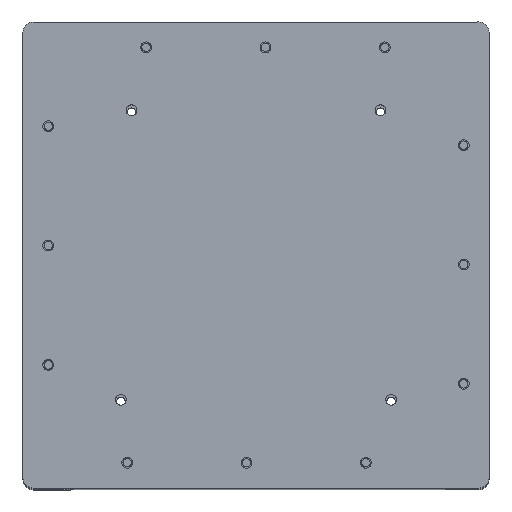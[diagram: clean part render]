
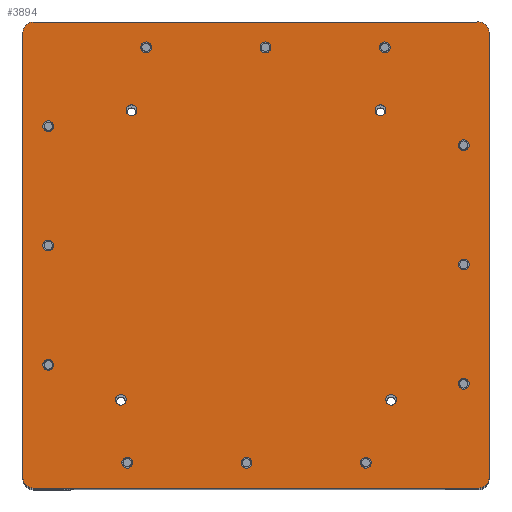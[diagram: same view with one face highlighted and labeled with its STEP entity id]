
A CAD part, top view. The second image highlights one B-rep face of the part: STEP entity #3894.
In plain terms, the highlighted face is planar.
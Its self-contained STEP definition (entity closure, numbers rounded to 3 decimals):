
#63=FACE_BOUND('',#529,.T.);
#64=FACE_BOUND('',#530,.T.);
#65=FACE_BOUND('',#531,.T.);
#66=FACE_BOUND('',#532,.T.);
#67=FACE_BOUND('',#533,.T.);
#68=FACE_BOUND('',#534,.T.);
#69=FACE_BOUND('',#535,.T.);
#70=FACE_BOUND('',#536,.T.);
#71=FACE_BOUND('',#537,.T.);
#72=FACE_BOUND('',#538,.T.);
#73=FACE_BOUND('',#539,.T.);
#74=FACE_BOUND('',#540,.T.);
#75=FACE_BOUND('',#541,.T.);
#76=FACE_BOUND('',#542,.T.);
#77=FACE_BOUND('',#543,.T.);
#78=FACE_BOUND('',#544,.T.);
#174=PLANE('',#4193);
#292=FACE_OUTER_BOUND('',#528,.T.);
#528=EDGE_LOOP('',(#2751,#2752,#2753,#2754,#2755,#2756,#2757,#2758));
#529=EDGE_LOOP('',(#2759));
#530=EDGE_LOOP('',(#2760));
#531=EDGE_LOOP('',(#2761));
#532=EDGE_LOOP('',(#2762));
#533=EDGE_LOOP('',(#2763));
#534=EDGE_LOOP('',(#2764));
#535=EDGE_LOOP('',(#2765));
#536=EDGE_LOOP('',(#2766));
#537=EDGE_LOOP('',(#2767));
#538=EDGE_LOOP('',(#2768));
#539=EDGE_LOOP('',(#2769));
#540=EDGE_LOOP('',(#2770));
#541=EDGE_LOOP('',(#2771));
#542=EDGE_LOOP('',(#2772));
#543=EDGE_LOOP('',(#2773));
#544=EDGE_LOOP('',(#2774));
#845=LINE('',#5963,#1159);
#850=LINE('',#5977,#1164);
#854=LINE('',#5989,#1168);
#858=LINE('',#6001,#1172);
#1159=VECTOR('',#4718,10.);
#1164=VECTOR('',#4731,10.);
#1168=VECTOR('',#4743,10.);
#1172=VECTOR('',#4755,10.);
#1457=CIRCLE('',#4129,1.6);
#1459=CIRCLE('',#4132,1.6);
#1461=CIRCLE('',#4135,1.6);
#1463=CIRCLE('',#4138,1.6);
#1465=CIRCLE('',#4141,1.6);
#1467=CIRCLE('',#4144,1.6);
#1469=CIRCLE('',#4147,1.6);
#1471=CIRCLE('',#4150,1.6);
#1473=CIRCLE('',#4153,1.6);
#1475=CIRCLE('',#4156,1.6);
#1477=CIRCLE('',#4159,1.6);
#1479=CIRCLE('',#4162,1.6);
#1481=CIRCLE('',#4165,1.6);
#1483=CIRCLE('',#4168,1.6);
#1485=CIRCLE('',#4171,1.6);
#1487=CIRCLE('',#4174,1.6);
#1489=CIRCLE('',#4178,3.);
#1491=CIRCLE('',#4182,3.);
#1493=CIRCLE('',#4186,3.);
#1495=CIRCLE('',#4190,3.);
#1701=VERTEX_POINT('',#5865);
#1703=VERTEX_POINT('',#5871);
#1705=VERTEX_POINT('',#5877);
#1707=VERTEX_POINT('',#5883);
#1709=VERTEX_POINT('',#5889);
#1711=VERTEX_POINT('',#5895);
#1713=VERTEX_POINT('',#5901);
#1715=VERTEX_POINT('',#5907);
#1717=VERTEX_POINT('',#5913);
#1719=VERTEX_POINT('',#5919);
#1721=VERTEX_POINT('',#5925);
#1723=VERTEX_POINT('',#5931);
#1725=VERTEX_POINT('',#5937);
#1727=VERTEX_POINT('',#5943);
#1729=VERTEX_POINT('',#5949);
#1731=VERTEX_POINT('',#5955);
#1733=VERTEX_POINT('',#5961);
#1734=VERTEX_POINT('',#5962);
#1737=VERTEX_POINT('',#5970);
#1739=VERTEX_POINT('',#5976);
#1741=VERTEX_POINT('',#5982);
#1743=VERTEX_POINT('',#5988);
#1745=VERTEX_POINT('',#5994);
#1747=VERTEX_POINT('',#6000);
#2073=EDGE_CURVE('',#1701,#1701,#1457,.T.);
#2076=EDGE_CURVE('',#1703,#1703,#1459,.T.);
#2079=EDGE_CURVE('',#1705,#1705,#1461,.T.);
#2082=EDGE_CURVE('',#1707,#1707,#1463,.T.);
#2085=EDGE_CURVE('',#1709,#1709,#1465,.T.);
#2088=EDGE_CURVE('',#1711,#1711,#1467,.T.);
#2091=EDGE_CURVE('',#1713,#1713,#1469,.T.);
#2094=EDGE_CURVE('',#1715,#1715,#1471,.T.);
#2097=EDGE_CURVE('',#1717,#1717,#1473,.T.);
#2100=EDGE_CURVE('',#1719,#1719,#1475,.T.);
#2103=EDGE_CURVE('',#1721,#1721,#1477,.T.);
#2106=EDGE_CURVE('',#1723,#1723,#1479,.T.);
#2109=EDGE_CURVE('',#1725,#1725,#1481,.T.);
#2112=EDGE_CURVE('',#1727,#1727,#1483,.T.);
#2115=EDGE_CURVE('',#1729,#1729,#1485,.T.);
#2118=EDGE_CURVE('',#1731,#1731,#1487,.T.);
#2121=EDGE_CURVE('',#1733,#1734,#845,.T.);
#2125=EDGE_CURVE('',#1737,#1734,#1489,.T.);
#2128=EDGE_CURVE('',#1737,#1739,#850,.T.);
#2131=EDGE_CURVE('',#1741,#1739,#1491,.T.);
#2134=EDGE_CURVE('',#1741,#1743,#854,.T.);
#2137=EDGE_CURVE('',#1745,#1743,#1493,.T.);
#2140=EDGE_CURVE('',#1745,#1747,#858,.T.);
#2143=EDGE_CURVE('',#1733,#1747,#1495,.T.);
#2751=ORIENTED_EDGE('',*,*,#2143,.F.);
#2752=ORIENTED_EDGE('',*,*,#2121,.T.);
#2753=ORIENTED_EDGE('',*,*,#2125,.F.);
#2754=ORIENTED_EDGE('',*,*,#2128,.T.);
#2755=ORIENTED_EDGE('',*,*,#2131,.F.);
#2756=ORIENTED_EDGE('',*,*,#2134,.T.);
#2757=ORIENTED_EDGE('',*,*,#2137,.F.);
#2758=ORIENTED_EDGE('',*,*,#2140,.T.);
#2759=ORIENTED_EDGE('',*,*,#2073,.T.);
#2760=ORIENTED_EDGE('',*,*,#2076,.T.);
#2761=ORIENTED_EDGE('',*,*,#2079,.T.);
#2762=ORIENTED_EDGE('',*,*,#2082,.T.);
#2763=ORIENTED_EDGE('',*,*,#2085,.T.);
#2764=ORIENTED_EDGE('',*,*,#2088,.T.);
#2765=ORIENTED_EDGE('',*,*,#2091,.T.);
#2766=ORIENTED_EDGE('',*,*,#2094,.T.);
#2767=ORIENTED_EDGE('',*,*,#2097,.T.);
#2768=ORIENTED_EDGE('',*,*,#2100,.T.);
#2769=ORIENTED_EDGE('',*,*,#2103,.T.);
#2770=ORIENTED_EDGE('',*,*,#2106,.T.);
#2771=ORIENTED_EDGE('',*,*,#2109,.T.);
#2772=ORIENTED_EDGE('',*,*,#2112,.T.);
#2773=ORIENTED_EDGE('',*,*,#2115,.T.);
#2774=ORIENTED_EDGE('',*,*,#2118,.T.);
#3894=ADVANCED_FACE('',(#292,#63,#64,#65,#66,#67,#68,#69,#70,#71,#72,#73,
#74,#75,#76,#77,#78),#174,.F.);
#4129=AXIS2_PLACEMENT_3D('',#5866,#4606,#4607);
#4132=AXIS2_PLACEMENT_3D('',#5872,#4613,#4614);
#4135=AXIS2_PLACEMENT_3D('',#5878,#4620,#4621);
#4138=AXIS2_PLACEMENT_3D('',#5884,#4627,#4628);
#4141=AXIS2_PLACEMENT_3D('',#5890,#4634,#4635);
#4144=AXIS2_PLACEMENT_3D('',#5896,#4641,#4642);
#4147=AXIS2_PLACEMENT_3D('',#5902,#4648,#4649);
#4150=AXIS2_PLACEMENT_3D('',#5908,#4655,#4656);
#4153=AXIS2_PLACEMENT_3D('',#5914,#4662,#4663);
#4156=AXIS2_PLACEMENT_3D('',#5920,#4669,#4670);
#4159=AXIS2_PLACEMENT_3D('',#5926,#4676,#4677);
#4162=AXIS2_PLACEMENT_3D('',#5932,#4683,#4684);
#4165=AXIS2_PLACEMENT_3D('',#5938,#4690,#4691);
#4168=AXIS2_PLACEMENT_3D('',#5944,#4697,#4698);
#4171=AXIS2_PLACEMENT_3D('',#5950,#4704,#4705);
#4174=AXIS2_PLACEMENT_3D('',#5956,#4711,#4712);
#4178=AXIS2_PLACEMENT_3D('',#5971,#4724,#4725);
#4182=AXIS2_PLACEMENT_3D('',#5983,#4736,#4737);
#4186=AXIS2_PLACEMENT_3D('',#5995,#4748,#4749);
#4190=AXIS2_PLACEMENT_3D('',#6006,#4760,#4761);
#4193=AXIS2_PLACEMENT_3D('',#6009,#4766,#4767);
#4606=DIRECTION('center_axis',(0.,0.,1.));
#4607=DIRECTION('ref_axis',(1.,0.,0.));
#4613=DIRECTION('center_axis',(0.,0.,1.));
#4614=DIRECTION('ref_axis',(1.,0.,0.));
#4620=DIRECTION('center_axis',(0.,0.,1.));
#4621=DIRECTION('ref_axis',(1.,0.,0.));
#4627=DIRECTION('center_axis',(0.,0.,1.));
#4628=DIRECTION('ref_axis',(1.,0.,0.));
#4634=DIRECTION('center_axis',(0.,0.,1.));
#4635=DIRECTION('ref_axis',(-1.,0.,0.));
#4641=DIRECTION('center_axis',(0.,0.,1.));
#4642=DIRECTION('ref_axis',(-1.,0.,0.));
#4648=DIRECTION('center_axis',(0.,0.,1.));
#4649=DIRECTION('ref_axis',(-1.,0.,0.));
#4655=DIRECTION('center_axis',(0.,0.,1.));
#4656=DIRECTION('ref_axis',(-1.,0.,0.));
#4662=DIRECTION('center_axis',(0.,0.,1.));
#4663=DIRECTION('ref_axis',(-1.,0.,0.));
#4669=DIRECTION('center_axis',(0.,0.,1.));
#4670=DIRECTION('ref_axis',(-1.,0.,0.));
#4676=DIRECTION('center_axis',(0.,0.,1.));
#4677=DIRECTION('ref_axis',(-1.,0.,0.));
#4683=DIRECTION('center_axis',(0.,0.,1.));
#4684=DIRECTION('ref_axis',(-1.,0.,0.));
#4690=DIRECTION('center_axis',(0.,0.,1.));
#4691=DIRECTION('ref_axis',(-1.,0.,0.));
#4697=DIRECTION('center_axis',(0.,0.,1.));
#4698=DIRECTION('ref_axis',(-1.,0.,0.));
#4704=DIRECTION('center_axis',(0.,0.,1.));
#4705=DIRECTION('ref_axis',(-1.,0.,0.));
#4711=DIRECTION('center_axis',(0.,0.,1.));
#4712=DIRECTION('ref_axis',(-1.,0.,0.));
#4718=DIRECTION('',(0.,1.,0.));
#4724=DIRECTION('center_axis',(0.,0.,1.));
#4725=DIRECTION('ref_axis',(0.,1.,0.));
#4731=DIRECTION('',(1.,0.,0.));
#4736=DIRECTION('center_axis',(0.,0.,1.));
#4737=DIRECTION('ref_axis',(1.,0.,0.));
#4743=DIRECTION('',(0.,-1.,0.));
#4748=DIRECTION('center_axis',(0.,0.,1.));
#4749=DIRECTION('ref_axis',(0.,-1.,0.));
#4755=DIRECTION('',(-1.,0.,0.));
#4760=DIRECTION('center_axis',(0.,0.,1.));
#4761=DIRECTION('ref_axis',(-1.,0.,0.));
#4766=DIRECTION('center_axis',(0.,0.,1.));
#4767=DIRECTION('ref_axis',(1.,0.,0.));
#5865=CARTESIAN_POINT('',(-103.449,76.739,0.));
#5866=CARTESIAN_POINT('Origin',(-101.849,76.739,0.));
#5871=CARTESIAN_POINT('',(-100.299,-8.961,0.));
#5872=CARTESIAN_POINT('Origin',(-98.699,-8.961,0.));
#5877=CARTESIAN_POINT('',(-177.149,76.739,0.));
#5878=CARTESIAN_POINT('Origin',(-175.549,76.739,0.));
#5883=CARTESIAN_POINT('',(-180.299,-8.961,0.));
#5884=CARTESIAN_POINT('Origin',(-178.699,-8.961,0.));
#5889=CARTESIAN_POINT('',(-98.965,-27.611,0.));
#5890=CARTESIAN_POINT('Origin',(-100.565,-27.611,0.));
#5895=CARTESIAN_POINT('',(-75.599,1.356,0.));
#5896=CARTESIAN_POINT('Origin',(-77.199,1.356,0.));
#5901=CARTESIAN_POINT('',(-134.299,-27.611,0.));
#5902=CARTESIAN_POINT('Origin',(-135.899,-27.611,0.));
#5907=CARTESIAN_POINT('',(-198.599,66.422,0.));
#5908=CARTESIAN_POINT('Origin',(-200.199,66.422,0.));
#5913=CARTESIAN_POINT('',(-175.232,95.389,0.));
#5914=CARTESIAN_POINT('Origin',(-176.832,95.389,0.));
#5919=CARTESIAN_POINT('',(-198.599,-4.244,0.));
#5920=CARTESIAN_POINT('Origin',(-200.199,-4.244,0.));
#5925=CARTESIAN_POINT('',(-139.899,95.389,0.));
#5926=CARTESIAN_POINT('Origin',(-141.499,95.389,0.));
#5931=CARTESIAN_POINT('',(-169.632,-27.611,0.));
#5932=CARTESIAN_POINT('Origin',(-171.232,-27.611,0.));
#5937=CARTESIAN_POINT('',(-75.599,72.022,0.));
#5938=CARTESIAN_POINT('Origin',(-77.199,72.022,0.));
#5943=CARTESIAN_POINT('',(-198.599,31.089,0.));
#5944=CARTESIAN_POINT('Origin',(-200.199,31.089,0.));
#5949=CARTESIAN_POINT('',(-104.565,95.389,0.));
#5950=CARTESIAN_POINT('Origin',(-106.165,95.389,0.));
#5955=CARTESIAN_POINT('',(-75.599,36.689,0.));
#5956=CARTESIAN_POINT('Origin',(-77.199,36.689,0.));
#5961=CARTESIAN_POINT('',(-207.699,-32.111,0.));
#5962=CARTESIAN_POINT('',(-207.699,99.889,0.));
#5963=CARTESIAN_POINT('',(-207.699,87.889,0.));
#5970=CARTESIAN_POINT('',(-204.699,102.889,0.));
#5971=CARTESIAN_POINT('Origin',(-204.699,99.889,0.));
#5976=CARTESIAN_POINT('',(-72.699,102.889,0.));
#5977=CARTESIAN_POINT('',(-84.699,102.889,0.));
#5982=CARTESIAN_POINT('',(-69.699,99.889,0.));
#5983=CARTESIAN_POINT('Origin',(-72.699,99.889,0.));
#5988=CARTESIAN_POINT('',(-69.699,-32.111,0.));
#5989=CARTESIAN_POINT('',(-69.699,-20.111,0.));
#5994=CARTESIAN_POINT('',(-72.699,-35.111,0.));
#5995=CARTESIAN_POINT('Origin',(-72.699,-32.111,0.));
#6000=CARTESIAN_POINT('',(-204.699,-35.111,0.));
#6001=CARTESIAN_POINT('',(-192.699,-35.111,0.));
#6006=CARTESIAN_POINT('Origin',(-204.699,-32.111,0.));
#6009=CARTESIAN_POINT('Origin',(-138.699,33.889,0.));
